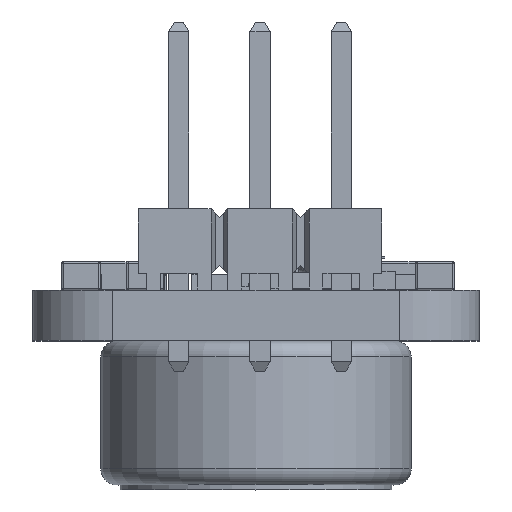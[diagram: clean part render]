
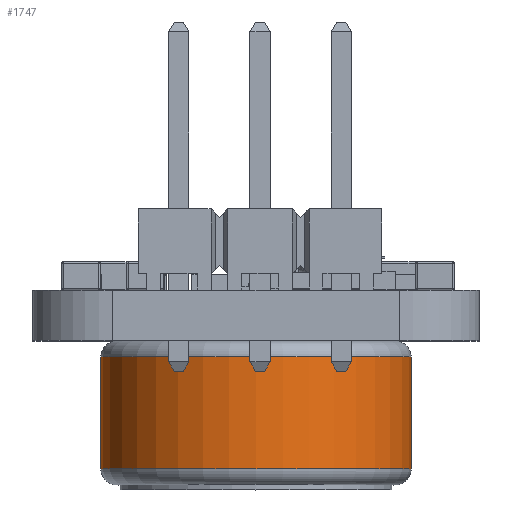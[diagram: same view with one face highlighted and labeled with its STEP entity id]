
A CAD part, top view. The second image highlights one B-rep face of the part: STEP entity #1747.
In plain terms, the highlighted cylindrical face has radius 4.85 mm (diameter 9.7 mm), a full revolution.
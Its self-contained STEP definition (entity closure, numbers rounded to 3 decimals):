
#899 = AXIS2_PLACEMENT_3D ( 'NONE', #20016, #20248, #4106 ) ;
#1107 = EDGE_CURVE ( 'NONE', #30639, #30639, #15556, .T. ) ;
#1582 = EDGE_LOOP ( 'NONE', ( #16550 ) ) ;
#1747 = ADVANCED_FACE ( 'NONE', ( #6063, #32637 ), #27587, .T. ) ;
#2119 = ORIENTED_EDGE ( 'NONE', *, *, #28597, .T. ) ;
#4106 = DIRECTION ( 'NONE',  ( 1., 0., 0. ) ) ;
#5335 = VERTEX_POINT ( 'NONE', #15944 ) ;
#6063 = FACE_OUTER_BOUND ( 'NONE', #30338, .T. ) ;
#8988 = AXIS2_PLACEMENT_3D ( 'NONE', #19320, #27227, #13668 ) ;
#10224 = AXIS2_PLACEMENT_3D ( 'NONE', #10682, #29756, #24221 ) ;
#10682 = CARTESIAN_POINT ( 'NONE',  ( 6.985, -0.5, -14.097 ) ) ;
#13668 = DIRECTION ( 'NONE',  ( -1., 0., 0. ) ) ;
#15556 = CIRCLE ( 'NONE', #8988, 4.85 ) ;
#15944 = CARTESIAN_POINT ( 'NONE',  ( 2.135, -0.5, -14.097 ) ) ;
#16550 = ORIENTED_EDGE ( 'NONE', *, *, #1107, .T. ) ;
#19320 = CARTESIAN_POINT ( 'NONE',  ( 6.985, -4., -14.097 ) ) ;
#20016 = CARTESIAN_POINT ( 'NONE',  ( 6.985, -4.5, -14.097 ) ) ;
#20248 = DIRECTION ( 'NONE',  ( 0., 1., 0. ) ) ;
#21096 = CARTESIAN_POINT ( 'NONE',  ( 2.135, -4., -14.097 ) ) ;
#24221 = DIRECTION ( 'NONE',  ( -1., 0., 0. ) ) ;
#24463 = CIRCLE ( 'NONE', #10224, 4.85 ) ;
#27227 = DIRECTION ( 'NONE',  ( 0., 1., 0. ) ) ;
#27587 = CYLINDRICAL_SURFACE ( 'NONE', #899, 4.85 ) ;
#28597 = EDGE_CURVE ( 'NONE', #5335, #5335, #24463, .T. ) ;
#29756 = DIRECTION ( 'NONE',  ( 0., -1., 0. ) ) ;
#30338 = EDGE_LOOP ( 'NONE', ( #2119 ) ) ;
#30639 = VERTEX_POINT ( 'NONE', #21096 ) ;
#32637 = FACE_OUTER_BOUND ( 'NONE', #1582, .T. ) ;
